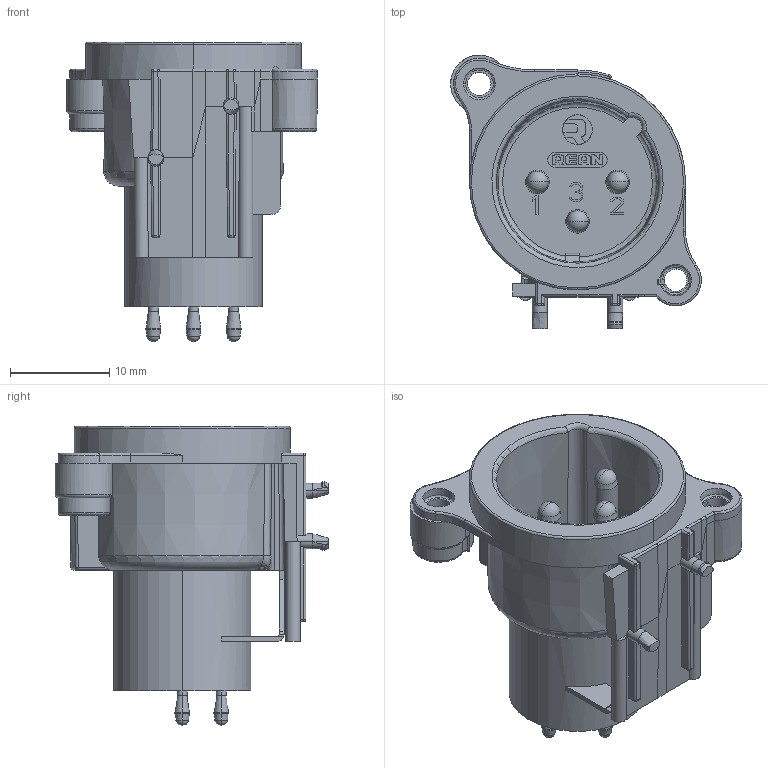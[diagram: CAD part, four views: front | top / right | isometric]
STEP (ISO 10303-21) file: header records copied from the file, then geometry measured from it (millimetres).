
FILE_DESCRIPTION((''),'2;1');
FILE_NAME('RRX3M-AA-003','2024-04-29T09:08:44',('summer.xia'),(''),'CREO PARAMETRIC BY PTC INC, 2023424','CREO PARAMETRIC BY PTC INC, 2023424','');
FILE_SCHEMA(('CONFIG_CONTROL_DESIGN'));
Length unit declared in the file: millimetre
Products named in the file (1): RRX3M-AA-003
Bounding box: 25.3 x 27.6 x 30.2 mm (x, y, z)
Volume: 4339.9 mm3; surface area: 4177.9 mm2
Topology: 1 solids, 1 shells, 495 faces, 1379 edges, 897 vertices
Faces by surface type: plane 262, cylinder 106, cone 33, torus 26, bspline 25, sphere 22, extrusion 21
Entity records: 17150 total; most frequent: CARTESIAN_POINT 4844, ORIENTED_EDGE 2686, DIRECTION 2353, EDGE_CURVE 1343, VERTEX_POINT 869, VECTOR 837, LINE 816, AXIS2_PLACEMENT_3D 758
